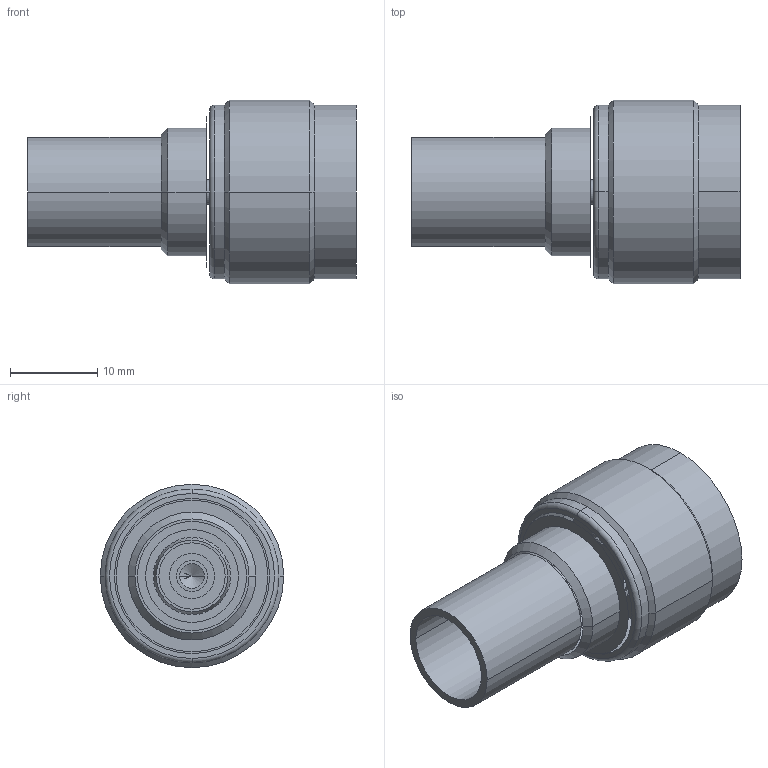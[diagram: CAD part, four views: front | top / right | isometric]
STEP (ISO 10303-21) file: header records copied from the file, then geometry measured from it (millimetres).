
FILE_DESCRIPTION((''),'2;1');
FILE_NAME('82-340-1052','2013-11-05T',('Clement Lazar'),(''),'PRO/ENGINEER BY PARAMETRIC TECHNOLOGY CORPORATION, 2010100','PRO/ENGINEER BY PARAMETRIC TECHNOLOGY CORPORATION, 2010100','');
FILE_SCHEMA(('CONFIG_CONTROL_DESIGN'));
Length unit declared in the file: millimetre
Products named in the file (1): 82-340-1052
Bounding box: 37.58 x 21.01 x 21.01 mm (x, y, z)
Surface area: 4453.3 mm2 (no closed solid volume)
Topology: 0 solids, 12 shells, 68 faces, 324 edges, 259 vertices
Faces by surface type: cylinder 36, cone 14, plane 13, bspline 3, torus 2
Entity records: 4932 total; most frequent: CARTESIAN_POINT 2462, DIRECTION 498, ORIENTED_EDGE 442, EDGE_CURVE 322, VERTEX_POINT 259, AXIS2_PLACEMENT_3D 213, CIRCLE 148, B_SPLINE_CURVE_WITH_KNOTS 102
